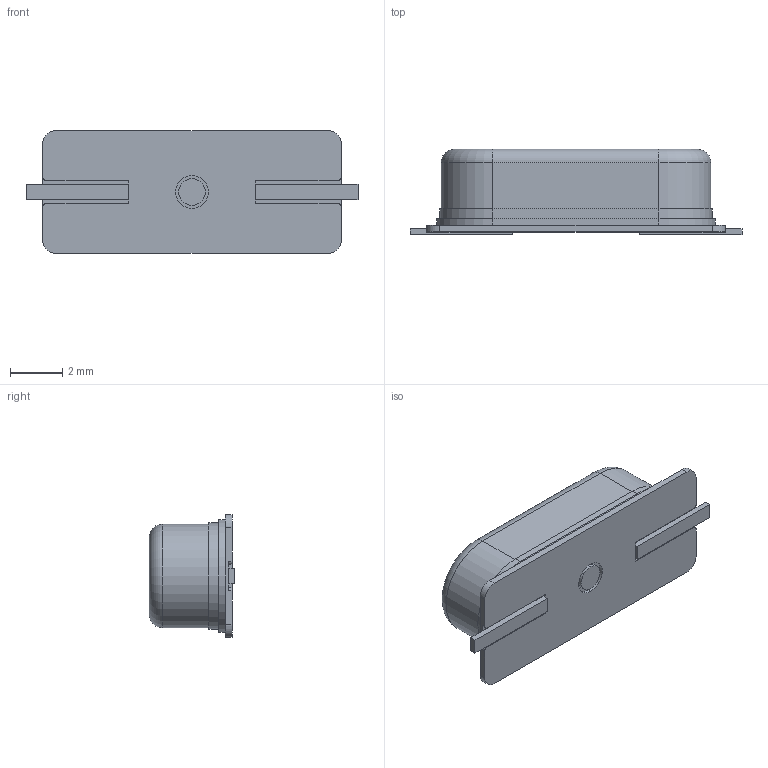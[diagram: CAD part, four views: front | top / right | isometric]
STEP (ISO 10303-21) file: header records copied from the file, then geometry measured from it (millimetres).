
FILE_DESCRIPTION(('FreeCAD Model'),'2;1');
FILE_NAME('ABLS2_revb.step','2017-01-27T11:51:46', ('Author'),(''),'Open CASCADE STEP processor 6.8','FreeCAD','Unknown' );
FILE_SCHEMA(('AUTOMOTIVE_DESIGN_CC2 { 1 2 10303 214 -1 1 5 4 }'));
Length unit declared in the file: millimetre
Products named in the file (1): ABLS2
Bounding box: 12.7 x 3.27 x 4.7 mm (x, y, z)
Volume: 123.3 mm3; surface area: 190.9 mm2
Topology: 1 solids, 1 shells, 138 faces, 357 edges, 234 vertices
Faces by surface type: plane 81, bspline 35, cylinder 20, torus 2
Entity records: 16044 total; most frequent: CARTESIAN_POINT 8475, DIRECTION 1005, ORIENTED_EDGE 714, PCURVE 714, DEFINITIONAL_REPRESENTATION 714, LINE 695, VECTOR 695, EDGE_CURVE 357
